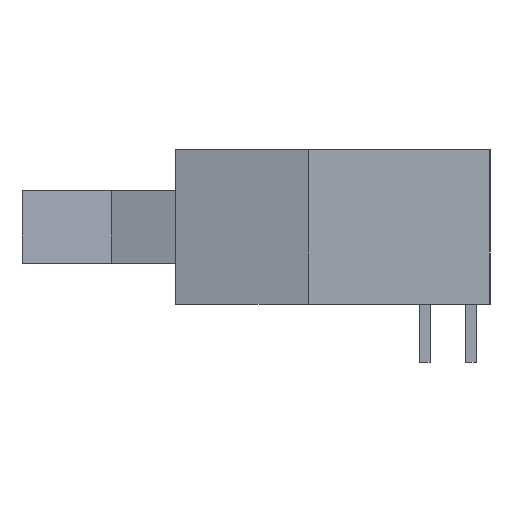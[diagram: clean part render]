
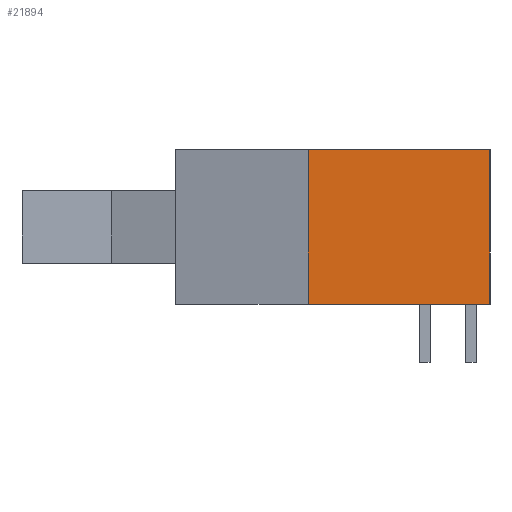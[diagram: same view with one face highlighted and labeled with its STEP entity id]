
A CAD part, left-side view. The second image highlights one B-rep face of the part: STEP entity #21894.
In plain terms, the highlighted planar face has unit normal (-1, 0, 0).
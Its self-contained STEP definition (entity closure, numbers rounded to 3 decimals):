
#21117=CARTESIAN_POINT('',(-47.9,-2.324,0.0));
#21118=VERTEX_POINT('',#21117);
#21125=CARTESIAN_POINT('',(-47.9,7.676,0.0));
#21126=VERTEX_POINT('',#21125);
#21127=CARTESIAN_POINT('',(-47.9,2.676,0.0));
#21128=DIRECTION('',(0.0,-1.0,0.0));
#21129=VECTOR('',#21128,1.0);
#21130=LINE('',#21127,#21129);
#21131=EDGE_CURVE('n� 440',#21126,#21118,#21130,.T.);
#21847=CARTESIAN_POINT('',(-47.9,7.676,8.5));
#21848=VERTEX_POINT('',#21847);
#21857=CARTESIAN_POINT('',(-47.9,7.676,4.25));
#21858=DIRECTION('',(0.0,0.0,-1.0));
#21859=VECTOR('',#21858,1.0);
#21860=LINE('',#21857,#21859);
#21861=EDGE_CURVE('n� 437',#21848,#21126,#21860,.T.);
#21871=CARTESIAN_POINT('',(-47.9,-2.324,8.5));
#21872=VERTEX_POINT('',#21871);
#21873=CARTESIAN_POINT('',(-47.9,6.326,8.5));
#21874=DIRECTION('',(0.0,-1.0,0.0));
#21875=VECTOR('',#21874,1.0);
#21876=LINE('',#21873,#21875);
#21877=EDGE_CURVE('n� 78',#21848,#21872,#21876,.T.);
#21878=ORIENTED_EDGE('',*,*,#21877,.F.);
#21879=ORIENTED_EDGE('',*,*,#21861,.T.);
#21880=ORIENTED_EDGE('',*,*,#21131,.T.);
#21881=CARTESIAN_POINT('',(-47.9,-2.324,4.25));
#21882=DIRECTION('',(0.0,0.0,-1.0));
#21883=VECTOR('',#21882,1.0);
#21884=LINE('',#21881,#21883);
#21885=EDGE_CURVE('n� 347',#21872,#21118,#21884,.T.);
#21886=ORIENTED_EDGE('',*,*,#21885,.F.);
#21887=EDGE_LOOP('',(#21878,#21879,#21880,#21886));
#21888=FACE_OUTER_BOUND('',#21887,.T.);
#21889=CARTESIAN_POINT('',(-47.9,7.676,0.0));
#21890=DIRECTION('',(-1.0,0.0,0.0));
#21891=DIRECTION('',(0.0,-1.0,0.0));
#21892=AXIS2_PLACEMENT_3D('',#21889,#21890,#21891);
#21893=PLANE('',#21892);
#21894=ADVANCED_FACE('n� 434',(#21888),#21893,.T.);
